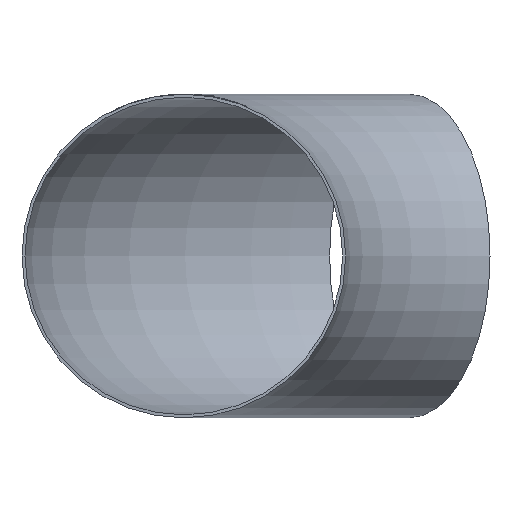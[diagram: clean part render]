
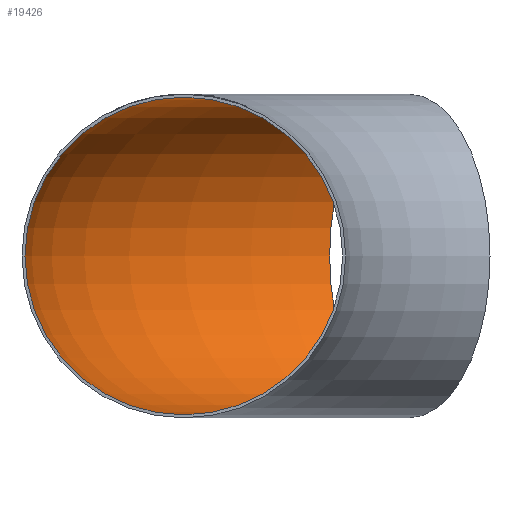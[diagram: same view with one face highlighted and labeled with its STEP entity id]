
A CAD part, front view. The second image highlights one B-rep face of the part: STEP entity #19426.
In plain terms, the highlighted toroidal (fillet/blend) face has major radius 305 mm and minor radius 107.55 mm.
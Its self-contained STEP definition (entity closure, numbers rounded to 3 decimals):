
#90 = CARTESIAN_POINT ( 'NONE',  ( -305., 0., 0. ) ) ;
#131 = CIRCLE ( 'NONE', #10898, 107.55 ) ;
#142 = AXIS2_PLACEMENT_3D ( 'NONE', #19656, #17372, #29044 ) ;
#850 = VERTEX_POINT ( 'NONE', #22318 ) ;
#1138 = DIRECTION ( 'NONE',  ( -1., 0., 0. ) ) ;
#3435 = DIRECTION ( 'NONE',  ( 0., 0., -1. ) ) ;
#5732 = FACE_OUTER_BOUND ( 'NONE', #26029, .T. ) ;
#7674 = EDGE_LOOP ( 'NONE', ( #22744 ) ) ;
#7686 = TOROIDAL_SURFACE ( 'NONE', #17969, 305., 107.55 ) ;
#10211 = EDGE_CURVE ( 'NONE', #850, #850, #10914, .T. ) ;
#10898 = AXIS2_PLACEMENT_3D ( 'NONE', #90, #25884, #16353 ) ;
#10914 = CIRCLE ( 'NONE', #142, 107.55 ) ;
#12506 = VERTEX_POINT ( 'NONE', #26641 ) ;
#12959 = ORIENTED_EDGE ( 'NONE', *, *, #24039, .F. ) ;
#16353 = DIRECTION ( 'NONE',  ( 0., 0., 1. ) ) ;
#17372 = DIRECTION ( 'NONE',  ( 0.866, 0.5, 0. ) ) ;
#17969 = AXIS2_PLACEMENT_3D ( 'NONE', #24471, #3435, #1138 ) ;
#19426 = ADVANCED_FACE ( 'NONE', ( #23994, #5732 ), #7686, .F. ) ;
#19656 = CARTESIAN_POINT ( 'NONE',  ( -152.5, 264.138, 0. ) ) ;
#22318 = CARTESIAN_POINT ( 'NONE',  ( -206.275, 357.279, 0. ) ) ;
#22744 = ORIENTED_EDGE ( 'NONE', *, *, #10211, .T. ) ;
#23994 = FACE_OUTER_BOUND ( 'NONE', #7674, .T. ) ;
#24039 = EDGE_CURVE ( 'NONE', #12506, #12506, #131, .T. ) ;
#24471 = CARTESIAN_POINT ( 'NONE',  ( 0., 0., 0. ) ) ;
#25884 = DIRECTION ( 'NONE',  ( 0., 1., 0. ) ) ;
#26029 = EDGE_LOOP ( 'NONE', ( #12959 ) ) ;
#26641 = CARTESIAN_POINT ( 'NONE',  ( -305., 0., 107.55 ) ) ;
#29044 = DIRECTION ( 'NONE',  ( -0.5, 0.866, 0. ) ) ;
